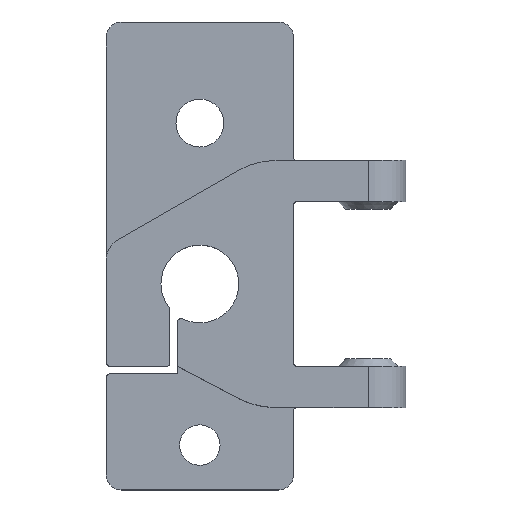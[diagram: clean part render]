
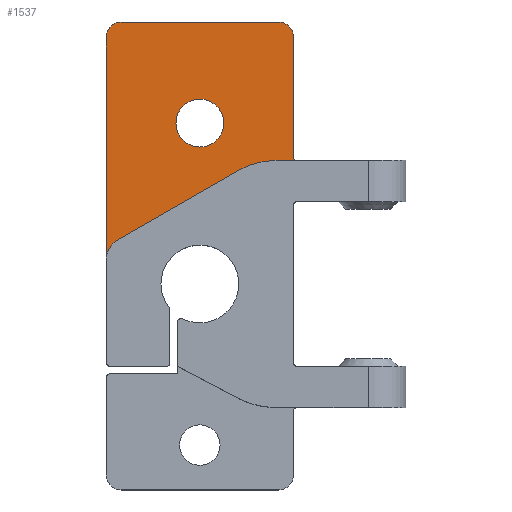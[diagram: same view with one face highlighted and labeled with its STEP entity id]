
A CAD part, top view. The second image highlights one B-rep face of the part: STEP entity #1537.
In plain terms, the highlighted planar face has unit normal (0, 0, 1).
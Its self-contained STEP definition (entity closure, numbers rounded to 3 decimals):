
#1 = EDGE_CURVE ( 'NONE', #1446, #715, #54, .T. ) ;
#12 = EDGE_LOOP ( 'NONE', ( #494, #661, #2138, #880, #40, #181, #1143, #1047, #602, #2185 ) ) ;
#40 = ORIENTED_EDGE ( 'NONE', *, *, #720, .T. ) ;
#53 = EDGE_CURVE ( 'NONE', #866, #469, #383, .T. ) ;
#54 = LINE ( 'NONE', #1503, #2032 ) ;
#116 = CARTESIAN_POINT ( 'NONE',  ( -7.5, 17.75, 5. ) ) ;
#133 = AXIS2_PLACEMENT_3D ( 'NONE', #2117, #2280, #1280 ) ;
#142 = CIRCLE ( 'NONE', #764, 3. ) ;
#145 = CIRCLE ( 'NONE', #1453, 3.2 ) ;
#165 = DIRECTION ( 'NONE',  ( 0., 0., -1. ) ) ;
#181 = ORIENTED_EDGE ( 'NONE', *, *, #1571, .T. ) ;
#185 = AXIS2_PLACEMENT_3D ( 'NONE', #902, #2242, #1103 ) ;
#201 = CARTESIAN_POINT ( 'NONE',  ( 2.67, 2.75, 5. ) ) ;
#206 = CIRCLE ( 'NONE', #133, 2. ) ;
#229 = EDGE_CURVE ( 'NONE', #672, #740, #1061, .T. ) ;
#266 = CARTESIAN_POINT ( 'NONE',  ( -17., -0.486, 5. ) ) ;
#303 = CIRCLE ( 'NONE', #185, 2. ) ;
#316 = DIRECTION ( 'NONE',  ( 1., 0., 0. ) ) ;
#382 = VECTOR ( 'NONE', #506, 1000. ) ;
#383 = LINE ( 'NONE', #2284, #2371 ) ;
#399 = DIRECTION ( 'NONE',  ( 1., 0., 0. ) ) ;
#445 = CIRCLE ( 'NONE', #2012, 3.2 ) ;
#459 = DIRECTION ( 'NONE',  ( 1., 0., 0. ) ) ;
#461 = CARTESIAN_POINT ( 'NONE',  ( -20., 29.25, 5. ) ) ;
#469 = VERTEX_POINT ( 'NONE', #879 ) ;
#494 = ORIENTED_EDGE ( 'NONE', *, *, #1, .F. ) ;
#506 = DIRECTION ( 'NONE',  ( -1., 0., 0. ) ) ;
#532 = DIRECTION ( 'NONE',  ( 0., -1., 0. ) ) ;
#536 = EDGE_CURVE ( 'NONE', #1898, #819, #445, .T. ) ;
#554 = EDGE_CURVE ( 'NONE', #812, #2361, #904, .T. ) ;
#568 = DIRECTION ( 'NONE',  ( 0., -1., 0. ) ) ;
#601 = VECTOR ( 'NONE', #619, 1000. ) ;
#602 = ORIENTED_EDGE ( 'NONE', *, *, #554, .F. ) ;
#609 = CARTESIAN_POINT ( 'NONE',  ( 5., 29.25, 5. ) ) ;
#619 = DIRECTION ( 'NONE',  ( -0.867, -0.498, 0. ) ) ;
#641 = PLANE ( 'NONE',  #891 ) ;
#648 = DIRECTION ( 'NONE',  ( 1., 0., 0. ) ) ;
#661 = ORIENTED_EDGE ( 'NONE', *, *, #1724, .T. ) ;
#671 = VECTOR ( 'NONE', #568, 1000. ) ;
#672 = VERTEX_POINT ( 'NONE', #1142 ) ;
#715 = VERTEX_POINT ( 'NONE', #1532 ) ;
#720 = EDGE_CURVE ( 'NONE', #2479, #2112, #2452, .T. ) ;
#740 = VERTEX_POINT ( 'NONE', #1902 ) ;
#764 = AXIS2_PLACEMENT_3D ( 'NONE', #266, #1613, #459 ) ;
#812 = VERTEX_POINT ( 'NONE', #2325 ) ;
#819 = VERTEX_POINT ( 'NONE', #1935 ) ;
#866 = VERTEX_POINT ( 'NONE', #1012 ) ;
#879 = CARTESIAN_POINT ( 'NONE',  ( -18., 31.25, 5. ) ) ;
#880 = ORIENTED_EDGE ( 'NONE', *, *, #1945, .T. ) ;
#891 = AXIS2_PLACEMENT_3D ( 'NONE', #1414, #1784, #648 ) ;
#902 = CARTESIAN_POINT ( 'NONE',  ( 3., 29.25, 5. ) ) ;
#904 = LINE ( 'NONE', #2234, #382 ) ;
#1012 = CARTESIAN_POINT ( 'NONE',  ( 3., 31.25, 5. ) ) ;
#1016 = CARTESIAN_POINT ( 'NONE',  ( -7.5, 17.75, 5. ) ) ;
#1029 = ORIENTED_EDGE ( 'NONE', *, *, #536, .F. ) ;
#1047 = ORIENTED_EDGE ( 'NONE', *, *, #1402, .T. ) ;
#1061 = LINE ( 'NONE', #1946, #601 ) ;
#1103 = DIRECTION ( 'NONE',  ( 1., 0., 0. ) ) ;
#1134 = ORIENTED_EDGE ( 'NONE', *, *, #1460, .F. ) ;
#1142 = CARTESIAN_POINT ( 'NONE',  ( -2.315, 11.419, 5. ) ) ;
#1143 = ORIENTED_EDGE ( 'NONE', *, *, #229, .F. ) ;
#1151 = CARTESIAN_POINT ( 'NONE',  ( -20., 0., 5. ) ) ;
#1204 = DIRECTION ( 'NONE',  ( 1., 0., 0. ) ) ;
#1280 = DIRECTION ( 'NONE',  ( 1., 0., 0. ) ) ;
#1311 = CARTESIAN_POINT ( 'NONE',  ( -20., -0.486, 5. ) ) ;
#1333 = CARTESIAN_POINT ( 'NONE',  ( 5.5, 13.25, 5. ) ) ;
#1341 = CARTESIAN_POINT ( 'NONE',  ( -4.3, 17.75, 5. ) ) ;
#1402 = EDGE_CURVE ( 'NONE', #672, #2361, #2261, .T. ) ;
#1414 = CARTESIAN_POINT ( 'NONE',  ( 0., 0., 5. ) ) ;
#1446 = VERTEX_POINT ( 'NONE', #609 ) ;
#1453 = AXIS2_PLACEMENT_3D ( 'NONE', #1016, #2344, #1204 ) ;
#1460 = EDGE_CURVE ( 'NONE', #819, #1898, #145, .T. ) ;
#1469 = DIRECTION ( 'NONE',  ( 0., 0., 1. ) ) ;
#1503 = CARTESIAN_POINT ( 'NONE',  ( 5., 0., 5. ) ) ;
#1513 = DIRECTION ( 'NONE',  ( -1., 0., 0. ) ) ;
#1519 = DIRECTION ( 'NONE',  ( 1., 0., 0. ) ) ;
#1532 = CARTESIAN_POINT ( 'NONE',  ( 5., 13.25, 5. ) ) ;
#1537 = ADVANCED_FACE ( 'NONE', ( #1570, #1742 ), #641, .T. ) ;
#1552 = DIRECTION ( 'NONE',  ( 0., 0., -1. ) ) ;
#1570 = FACE_OUTER_BOUND ( 'NONE', #12, .T. ) ;
#1571 = EDGE_CURVE ( 'NONE', #2112, #740, #142, .T. ) ;
#1611 = AXIS2_PLACEMENT_3D ( 'NONE', #1333, #165, #1519 ) ;
#1613 = DIRECTION ( 'NONE',  ( 0., 0., -1. ) ) ;
#1724 = EDGE_CURVE ( 'NONE', #1446, #866, #303, .T. ) ;
#1742 = FACE_BOUND ( 'NONE', #1838, .T. ) ;
#1784 = DIRECTION ( 'NONE',  ( 0., 0., 1. ) ) ;
#1838 = EDGE_LOOP ( 'NONE', ( #1134, #1029 ) ) ;
#1864 = EDGE_CURVE ( 'NONE', #812, #715, #2496, .T. ) ;
#1898 = VERTEX_POINT ( 'NONE', #1341 ) ;
#1902 = CARTESIAN_POINT ( 'NONE',  ( -18.495, 2.115, 5. ) ) ;
#1935 = CARTESIAN_POINT ( 'NONE',  ( -10.7, 17.75, 5. ) ) ;
#1945 = EDGE_CURVE ( 'NONE', #469, #2479, #206, .T. ) ;
#1946 = CARTESIAN_POINT ( 'NONE',  ( -5.51, 9.582, 5. ) ) ;
#1957 = CARTESIAN_POINT ( 'NONE',  ( 2.67, 12.75, 5. ) ) ;
#2012 = AXIS2_PLACEMENT_3D ( 'NONE', #116, #1469, #316 ) ;
#2032 = VECTOR ( 'NONE', #532, 1000. ) ;
#2083 = AXIS2_PLACEMENT_3D ( 'NONE', #201, #1552, #399 ) ;
#2112 = VERTEX_POINT ( 'NONE', #1311 ) ;
#2117 = CARTESIAN_POINT ( 'NONE',  ( -18., 29.25, 5. ) ) ;
#2138 = ORIENTED_EDGE ( 'NONE', *, *, #53, .T. ) ;
#2185 = ORIENTED_EDGE ( 'NONE', *, *, #1864, .T. ) ;
#2234 = CARTESIAN_POINT ( 'NONE',  ( 0., 12.75, 5. ) ) ;
#2242 = DIRECTION ( 'NONE',  ( 0., 0., 1. ) ) ;
#2261 = CIRCLE ( 'NONE', #2083, 10. ) ;
#2280 = DIRECTION ( 'NONE',  ( 0., 0., 1. ) ) ;
#2284 = CARTESIAN_POINT ( 'NONE',  ( 0., 31.25, 5. ) ) ;
#2325 = CARTESIAN_POINT ( 'NONE',  ( 5.5, 12.75, 5. ) ) ;
#2344 = DIRECTION ( 'NONE',  ( 0., 0., 1. ) ) ;
#2361 = VERTEX_POINT ( 'NONE', #1957 ) ;
#2371 = VECTOR ( 'NONE', #1513, 1000. ) ;
#2452 = LINE ( 'NONE', #1151, #671 ) ;
#2479 = VERTEX_POINT ( 'NONE', #461 ) ;
#2496 = CIRCLE ( 'NONE', #1611, 0.5 ) ;
